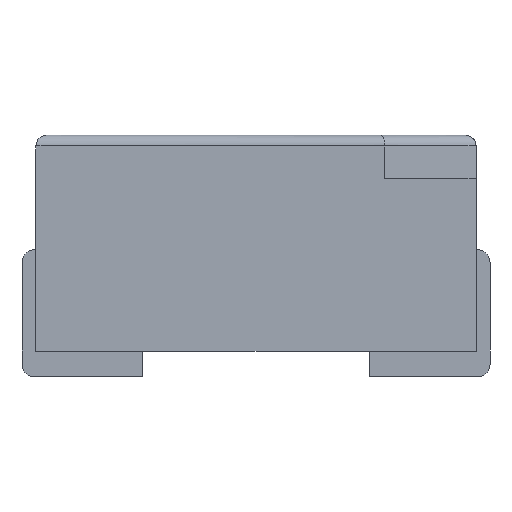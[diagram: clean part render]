
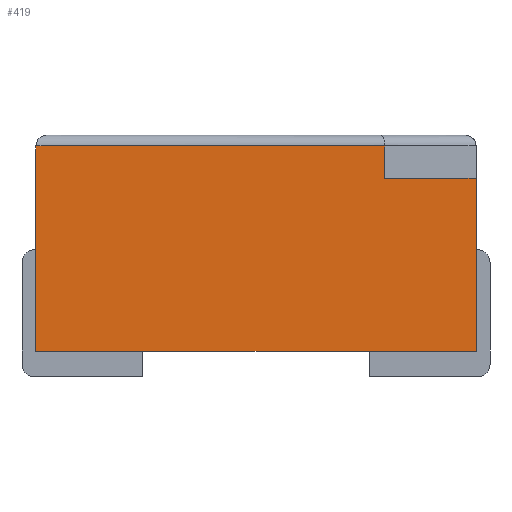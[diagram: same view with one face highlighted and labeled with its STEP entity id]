
A CAD part, front view. The second image highlights one B-rep face of the part: STEP entity #419.
In plain terms, the highlighted planar face has unit normal (0, -1, 0).
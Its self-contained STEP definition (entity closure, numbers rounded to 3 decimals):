
#173 = VERTEX_POINT('',#174);
#174 = CARTESIAN_POINT('',(1.013,-1.73,1.815));
#223 = VERTEX_POINT('',#224);
#224 = CARTESIAN_POINT('',(-1.73,-1.73,1.815));
#231 = EDGE_CURVE('',#223,#173,#232,.T.);
#232 = LINE('',#233,#234);
#233 = CARTESIAN_POINT('',(-1.73,-1.73,1.815));
#234 = VECTOR('',#235,1.);
#235 = DIRECTION('',(1.,0.,0.));
#338 = VERTEX_POINT('',#339);
#339 = CARTESIAN_POINT('',(1.73,-1.73,0.2));
#345 = EDGE_CURVE('',#338,#346,#348,.T.);
#346 = VERTEX_POINT('',#347);
#347 = CARTESIAN_POINT('',(1.73,-1.73,1.56));
#348 = LINE('',#349,#350);
#349 = CARTESIAN_POINT('',(1.73,-1.73,0.2));
#350 = VECTOR('',#351,1.);
#351 = DIRECTION('',(0.,0.,1.));
#375 = EDGE_CURVE('',#173,#376,#378,.T.);
#376 = VERTEX_POINT('',#377);
#377 = CARTESIAN_POINT('',(1.013,-1.73,1.56));
#378 = LINE('',#379,#380);
#379 = CARTESIAN_POINT('',(1.013,-1.73,0.88));
#380 = VECTOR('',#381,1.);
#381 = DIRECTION('',(0.,0.,-1.));
#419 = ADVANCED_FACE('',(#420),#445,.F.);
#420 = FACE_BOUND('',#421,.F.);
#421 = EDGE_LOOP('',(#422,#423,#429,#430,#438,#444));
#422 = ORIENTED_EDGE('',*,*,#375,.T.);
#423 = ORIENTED_EDGE('',*,*,#424,.T.);
#424 = EDGE_CURVE('',#376,#346,#425,.T.);
#425 = LINE('',#426,#427);
#426 = CARTESIAN_POINT('',(0.433,-1.73,1.56));
#427 = VECTOR('',#428,1.);
#428 = DIRECTION('',(1.,0.,0.));
#429 = ORIENTED_EDGE('',*,*,#345,.F.);
#430 = ORIENTED_EDGE('',*,*,#431,.F.);
#431 = EDGE_CURVE('',#432,#338,#434,.T.);
#432 = VERTEX_POINT('',#433);
#433 = CARTESIAN_POINT('',(-1.73,-1.73,0.2));
#434 = LINE('',#435,#436);
#435 = CARTESIAN_POINT('',(-1.73,-1.73,0.2));
#436 = VECTOR('',#437,1.);
#437 = DIRECTION('',(1.,0.,0.));
#438 = ORIENTED_EDGE('',*,*,#439,.T.);
#439 = EDGE_CURVE('',#432,#223,#440,.T.);
#440 = LINE('',#441,#442);
#441 = CARTESIAN_POINT('',(-1.73,-1.73,0.2));
#442 = VECTOR('',#443,1.);
#443 = DIRECTION('',(0.,0.,1.));
#444 = ORIENTED_EDGE('',*,*,#231,.T.);
#445 = PLANE('',#446);
#446 = AXIS2_PLACEMENT_3D('',#447,#448,#449);
#447 = CARTESIAN_POINT('',(-1.73,-1.73,0.2));
#448 = DIRECTION('',(0.,1.,0.));
#449 = DIRECTION('',(1.,0.,0.));
